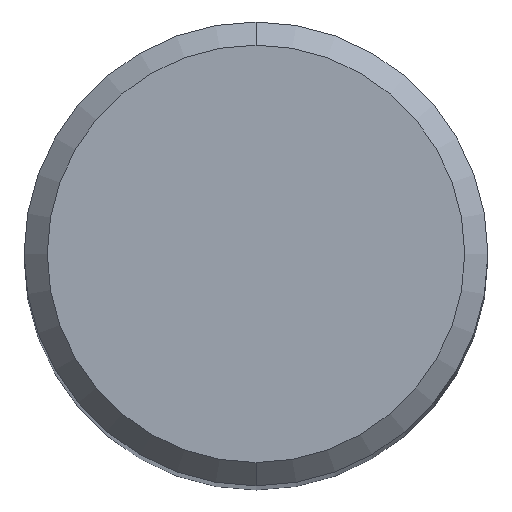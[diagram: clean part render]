
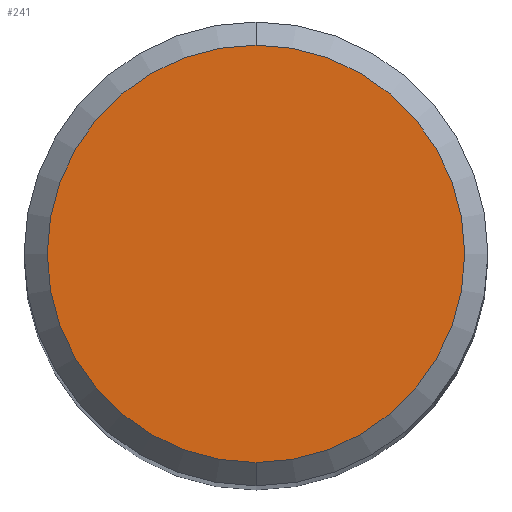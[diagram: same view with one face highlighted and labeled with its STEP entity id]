
A CAD part, top view. The second image highlights one B-rep face of the part: STEP entity #241.
In plain terms, the highlighted planar face has unit normal (0, 0, 1).
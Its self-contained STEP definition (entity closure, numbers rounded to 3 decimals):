
#183=EDGE_CURVE('',#245,#319,#476,.T.);
#241=ADVANCED_FACE('',(#541),#542,.T.);
#245=VERTEX_POINT('',#546);
#319=VERTEX_POINT('',#630);
#321=EDGE_CURVE('',#319,#245,#632,.T.);
#476=CIRCLE('',#793,3.6);
#541=FACE_OUTER_BOUND('',#912,.T.);
#542=PLANE('',#913);
#546=CARTESIAN_POINT('',(0.0,3.6,40.788));
#630=CARTESIAN_POINT('',(0.,-3.6,40.788));
#632=CIRCLE('',#1077,3.6);
#793=AXIS2_PLACEMENT_3D('',#1443,#1444,#1445);
#912=EDGE_LOOP('',(#1533,#1534));
#913=AXIS2_PLACEMENT_3D('',#1535,#1536,#1537);
#1077=AXIS2_PLACEMENT_3D('',#1629,#1630,#1631);
#1443=CARTESIAN_POINT('',(0.0,0.0,40.788));
#1444=DIRECTION('',(0.0,0.0,-1.0));
#1445=DIRECTION('',(0.0,1.0,0.0));
#1533=ORIENTED_EDGE('',*,*,#183,.F.);
#1534=ORIENTED_EDGE('',*,*,#321,.F.);
#1535=CARTESIAN_POINT('',(0.0,1.8,40.788));
#1536=DIRECTION('',(-0.0,0.0,1.0));
#1537=DIRECTION('',(0.0,-1.0,0.0));
#1629=CARTESIAN_POINT('',(0.0,0.0,40.788));
#1630=DIRECTION('',(0.0,0.0,-1.0));
#1631=DIRECTION('',(0.0,1.0,0.0));
